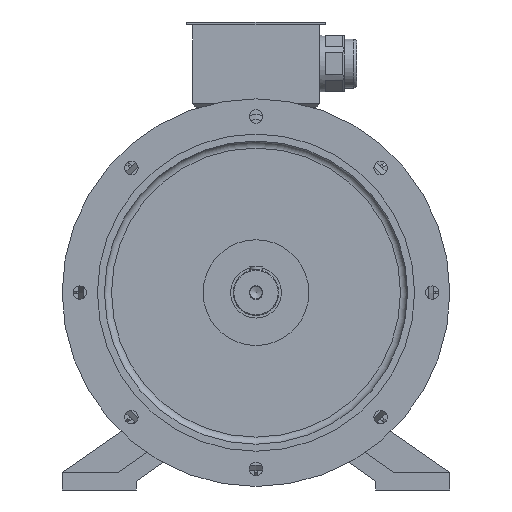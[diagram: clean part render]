
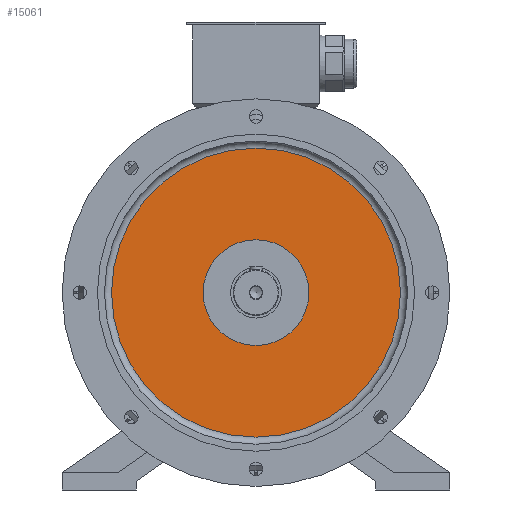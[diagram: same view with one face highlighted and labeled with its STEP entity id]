
A CAD part, front view. The second image highlights one B-rep face of the part: STEP entity #15061.
In plain terms, the highlighted planar face has unit normal (0, -1, 0).
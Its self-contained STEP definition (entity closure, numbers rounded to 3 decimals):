
#2302=PLANE('',#15705);
#2787=ORIENTED_EDGE('',*,*,#6086,.T.);
#2788=ORIENTED_EDGE('',*,*,#6057,.T.);
#6057=EDGE_CURVE('',#7728,#7728,#8854,.T.);
#6086=EDGE_CURVE('',#7754,#7754,#8873,.T.);
#7728=VERTEX_POINT('',#20068);
#7754=VERTEX_POINT('',#20364);
#8854=CIRCLE('',#15664,75.);
#8873=CIRCLE('',#15704,205.);
#9403=EDGE_LOOP('',(#2787));
#9404=EDGE_LOOP('',(#2788));
#10084=FACE_BOUND('',#9403,.T.);
#10085=FACE_BOUND('',#9404,.T.);
#15061=ADVANCED_FACE('',(#10084,#10085),#2302,.T.);
#15664=AXIS2_PLACEMENT_3D('',#20067,#16813,#16814);
#15704=AXIS2_PLACEMENT_3D('',#20363,#16901,#16902);
#15705=AXIS2_PLACEMENT_3D('',#20365,#16903,#16904);
#16813=DIRECTION('',(0.,1.,0.));
#16814=DIRECTION('',(1.,0.,0.));
#16901=DIRECTION('',(0.,-1.,0.));
#16902=DIRECTION('',(0.,0.,-1.));
#16903=DIRECTION('',(0.,-1.,0.));
#16904=DIRECTION('',(0.,0.,-1.));
#20067=CARTESIAN_POINT('',(0.,-60.,0.));
#20068=CARTESIAN_POINT('',(75.,-60.,0.));
#20363=CARTESIAN_POINT('',(0.,-60.,0.));
#20364=CARTESIAN_POINT('',(0.,-60.,-205.));
#20365=CARTESIAN_POINT('',(0.,-60.,0.));
